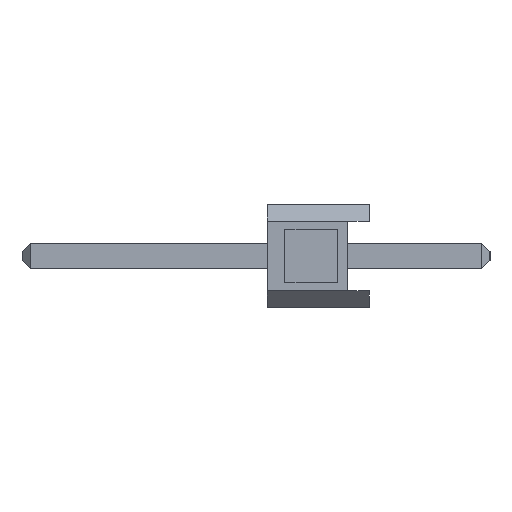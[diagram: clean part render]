
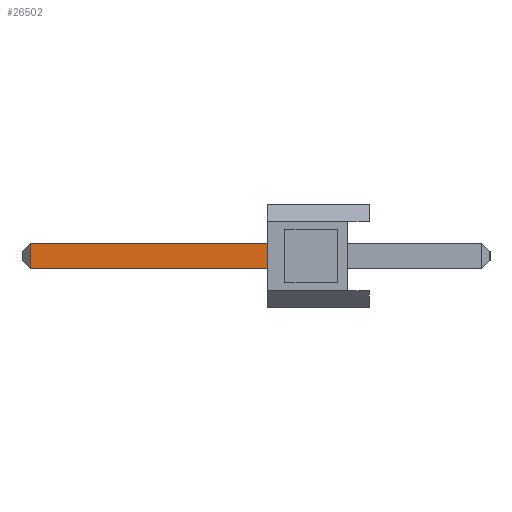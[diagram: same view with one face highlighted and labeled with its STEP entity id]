
A CAD part, left-side view. The second image highlights one B-rep face of the part: STEP entity #26502.
In plain terms, the highlighted planar face has unit normal (-1, 0, 0).
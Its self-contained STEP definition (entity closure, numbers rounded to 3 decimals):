
#963 = CARTESIAN_POINT ( 'NONE',  ( -0.32, 8.44, -0.32 ) ) ;
#2521 = EDGE_CURVE ( 'NONE', #31650, #38585, #19999, .T. ) ;
#3734 = DIRECTION ( 'NONE',  ( 0., 0., 1. ) ) ;
#3816 = ORIENTED_EDGE ( 'NONE', *, *, #2521, .F. ) ;
#4216 = FACE_OUTER_BOUND ( 'NONE', #27268, .T. ) ;
#6382 = CARTESIAN_POINT ( 'NONE',  ( -0.32, 2.54, 0. ) ) ;
#6979 = DIRECTION ( 'NONE',  ( -1., 0., 0. ) ) ;
#7230 = VECTOR ( 'NONE', #26751, 1000. ) ;
#7966 = EDGE_CURVE ( 'NONE', #12867, #17760, #26584, .T. ) ;
#10195 = CARTESIAN_POINT ( 'NONE',  ( -0.32, 2.54, 0.32 ) ) ;
#10275 = VECTOR ( 'NONE', #25293, 1000. ) ;
#12867 = VERTEX_POINT ( 'NONE', #10195 ) ;
#13011 = EDGE_CURVE ( 'NONE', #17760, #38585, #34627, .T. ) ;
#14543 = AXIS2_PLACEMENT_3D ( 'NONE', #26162, #6979, #3734 ) ;
#17760 = VERTEX_POINT ( 'NONE', #42498 ) ;
#19999 = LINE ( 'NONE', #44905, #7230 ) ;
#20825 = DIRECTION ( 'NONE',  ( 0., 0., -1. ) ) ;
#23339 = LINE ( 'NONE', #6382, #34417 ) ;
#25293 = DIRECTION ( 'NONE',  ( 0., 0., -1. ) ) ;
#26162 = CARTESIAN_POINT ( 'NONE',  ( -0.32, -3., -0.32 ) ) ;
#26502 = ADVANCED_FACE ( 'NONE', ( #4216 ), #44298, .T. ) ;
#26584 = LINE ( 'NONE', #43627, #41653 ) ;
#26751 = DIRECTION ( 'NONE',  ( 0., 1., 0. ) ) ;
#27268 = EDGE_LOOP ( 'NONE', ( #29251, #45794, #3816, #47969 ) ) ;
#29251 = ORIENTED_EDGE ( 'NONE', *, *, #7966, .T. ) ;
#31650 = VERTEX_POINT ( 'NONE', #33132 ) ;
#32941 = CARTESIAN_POINT ( 'NONE',  ( -0.32, 8.44, -0.32 ) ) ;
#33132 = CARTESIAN_POINT ( 'NONE',  ( -0.32, 2.54, -0.32 ) ) ;
#34417 = VECTOR ( 'NONE', #20825, 1000. ) ;
#34627 = LINE ( 'NONE', #32941, #10275 ) ;
#38585 = VERTEX_POINT ( 'NONE', #963 ) ;
#41653 = VECTOR ( 'NONE', #47542, 1000. ) ;
#42498 = CARTESIAN_POINT ( 'NONE',  ( -0.32, 8.44, 0.32 ) ) ;
#43045 = EDGE_CURVE ( 'NONE', #12867, #31650, #23339, .T. ) ;
#43627 = CARTESIAN_POINT ( 'NONE',  ( -0.32, -3., 0.32 ) ) ;
#44298 = PLANE ( 'NONE',  #14543 ) ;
#44905 = CARTESIAN_POINT ( 'NONE',  ( -0.32, -3., -0.32 ) ) ;
#45794 = ORIENTED_EDGE ( 'NONE', *, *, #13011, .T. ) ;
#47542 = DIRECTION ( 'NONE',  ( 0., 1., 0. ) ) ;
#47969 = ORIENTED_EDGE ( 'NONE', *, *, #43045, .F. ) ;
